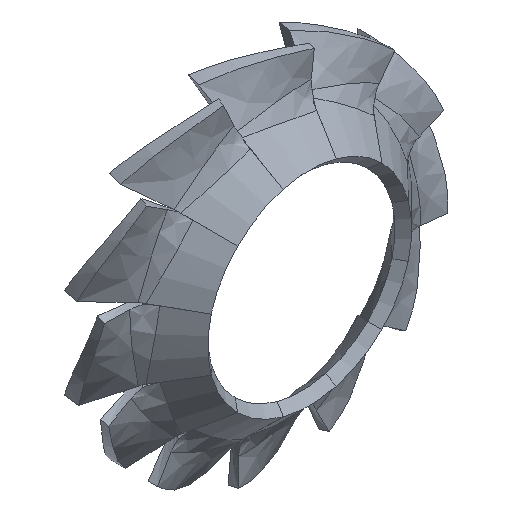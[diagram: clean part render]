
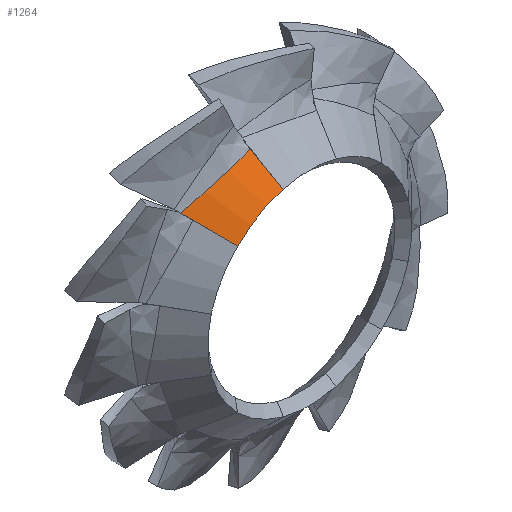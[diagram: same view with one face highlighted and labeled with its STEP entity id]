
A CAD part, isometric view. The second image highlights one B-rep face of the part: STEP entity #1264.
In plain terms, the highlighted conical face has half-angle 45 degrees and reference radius 2.341 mm.
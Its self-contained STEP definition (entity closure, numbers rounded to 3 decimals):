
#103 = DIRECTION ( 'NONE',  ( 0.866, 0., 0.5 ) ) ;
#124 = DIRECTION ( 'NONE',  ( 0., 1., 0. ) ) ;
#221 = CARTESIAN_POINT ( 'NONE',  ( -1.469, 0.382, 1.735 ) ) ;
#448 = CARTESIAN_POINT ( 'NONE',  ( -1.231, -0.141, 1.231 ) ) ;
#475 = VECTOR ( 'NONE', #5768, 1000. ) ;
#1254 = CARTESIAN_POINT ( 'NONE',  ( 0., -0.141, 0. ) ) ;
#1264 = ADVANCED_FACE ( 'NONE', ( #5285 ), #2200, .T. ) ;
#1348 = VECTOR ( 'NONE', #4307, 1000. ) ;
#1621 = ORIENTED_EDGE ( 'NONE', *, *, #5738, .T. ) ;
#1811 = DIRECTION ( 'NONE',  ( 0.866, 0., 0.5 ) ) ;
#1895 = CARTESIAN_POINT ( 'NONE',  ( -1.231, -0.141, 1.231 ) ) ;
#2200 = CONICAL_SURFACE ( 'NONE', #4182, 2.341, 0.785 ) ;
#2244 = CARTESIAN_POINT ( 'NONE',  ( -0.451, -0.141, 1.682 ) ) ;
#2462 = AXIS2_PLACEMENT_3D ( 'NONE', #1254, #5089, #1811 ) ;
#2815 = LINE ( 'NONE', #3484, #475 ) ;
#2866 = CARTESIAN_POINT ( 'NONE',  ( 0., 0.459, 0. ) ) ;
#2982 = CARTESIAN_POINT ( 'NONE',  ( -1.632, 0.425, 1.632 ) ) ;
#3292 = ORIENTED_EDGE ( 'NONE', *, *, #5520, .T. ) ;
#3463 = EDGE_LOOP ( 'NONE', ( #5984, #3292, #1621, #6266 ) ) ;
#3484 = CARTESIAN_POINT ( 'NONE',  ( -0.451, -0.141, 1.682 ) ) ;
#3523 = CARTESIAN_POINT ( 'NONE',  ( -1.297, 0.347, 1.825 ) ) ;
#3670 = VERTEX_POINT ( 'NONE', #1895 ) ;
#3684 = VERTEX_POINT ( 'NONE', #2982 ) ;
#4070 = VERTEX_POINT ( 'NONE', #2244 ) ;
#4078 = CARTESIAN_POINT ( 'NONE',  ( -1.632, 0.425, 1.632 ) ) ;
#4137 = B_SPLINE_CURVE_WITH_KNOTS ( 'NONE', 3,
 ( #5114, #5702, #6817, #3523, #221, #4078 ),
 .UNSPECIFIED., .F., .F.,
 ( 4, 2, 4 ),
 ( 0., 0.001, 0.001 ),
 .UNSPECIFIED. ) ;
#4149 = CIRCLE ( 'NONE', #2462, 1.741 ) ;
#4182 = AXIS2_PLACEMENT_3D ( 'NONE', #2866, #124, #103 ) ;
#4307 = DIRECTION ( 'NONE',  ( 0.5, -0.707, -0.5 ) ) ;
#4694 = CARTESIAN_POINT ( 'NONE',  ( -0.566, 0.304, 2.113 ) ) ;
#5089 = DIRECTION ( 'NONE',  ( 0., 1., 0. ) ) ;
#5090 = EDGE_CURVE ( 'NONE', #6505, #4070, #2815, .T. ) ;
#5114 = CARTESIAN_POINT ( 'NONE',  ( -0.566, 0.304, 2.113 ) ) ;
#5285 = FACE_OUTER_BOUND ( 'NONE', #3463, .T. ) ;
#5520 = EDGE_CURVE ( 'NONE', #6505, #3684, #4137, .T. ) ;
#5702 = CARTESIAN_POINT ( 'NONE',  ( -0.754, 0.296, 2.053 ) ) ;
#5738 = EDGE_CURVE ( 'NONE', #3684, #3670, #6083, .T. ) ;
#5768 = DIRECTION ( 'NONE',  ( 0.183, -0.707, -0.683 ) ) ;
#5984 = ORIENTED_EDGE ( 'NONE', *, *, #5090, .F. ) ;
#6083 = LINE ( 'NONE', #448, #1348 ) ;
#6266 = ORIENTED_EDGE ( 'NONE', *, *, #6970, .T. ) ;
#6505 = VERTEX_POINT ( 'NONE', #4694 ) ;
#6817 = CARTESIAN_POINT ( 'NONE',  ( -0.939, 0.303, 1.984 ) ) ;
#6970 = EDGE_CURVE ( 'NONE', #3670, #4070, #4149, .T. ) ;
